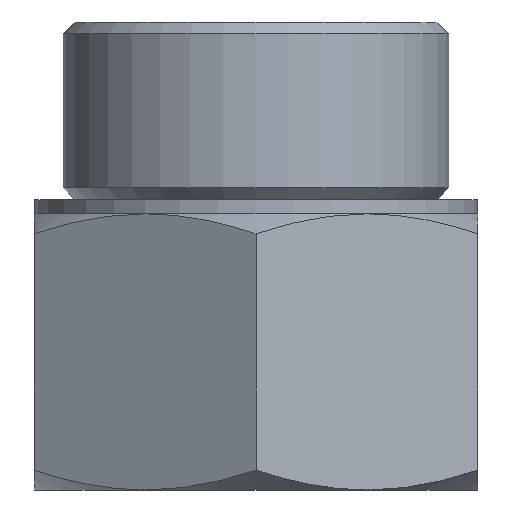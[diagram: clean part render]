
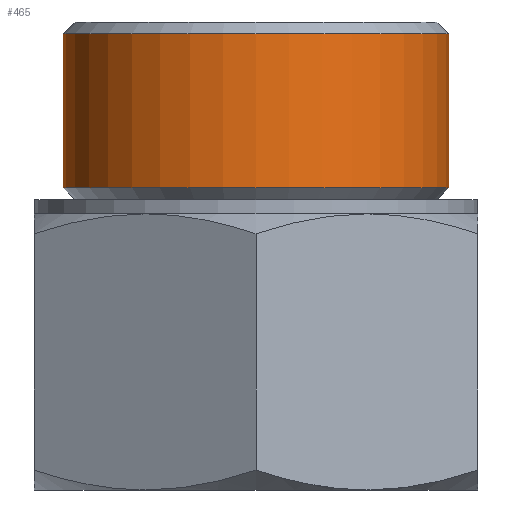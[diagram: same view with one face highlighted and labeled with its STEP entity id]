
A CAD part, front view. The second image highlights one B-rep face of the part: STEP entity #465.
In plain terms, the highlighted cylindrical face has radius 23.901 mm (diameter 47.803 mm), a full revolution.
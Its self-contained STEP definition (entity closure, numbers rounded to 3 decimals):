
#37=CYLINDRICAL_SURFACE('',#541,23.902);
#62=CIRCLE('',#507,23.902);
#78=CIRCLE('',#540,23.902);
#157=ORIENTED_EDGE('',*,*,#226,.T.);
#158=ORIENTED_EDGE('',*,*,#246,.F.);
#226=EDGE_CURVE('',#276,#276,#62,.T.);
#246=EDGE_CURVE('',#292,#292,#78,.T.);
#276=VERTEX_POINT('',#815);
#292=VERTEX_POINT('',#882);
#361=EDGE_LOOP('',(#157));
#362=EDGE_LOOP('',(#158));
#413=FACE_BOUND('',#361,.T.);
#414=FACE_BOUND('',#362,.T.);
#465=ADVANCED_FACE('',(#413,#414),#37,.T.);
#507=AXIS2_PLACEMENT_3D('',#814,#594,#595);
#540=AXIS2_PLACEMENT_3D('',#881,#660,#661);
#541=AXIS2_PLACEMENT_3D('',#883,#662,#663);
#594=DIRECTION('',(0.,0.,-1.));
#595=DIRECTION('',(-1.,0.,0.));
#660=DIRECTION('',(0.,0.,-1.));
#661=DIRECTION('',(-1.,0.,0.));
#662=DIRECTION('',(0.,0.,-1.));
#663=DIRECTION('',(-1.,0.,0.));
#814=CARTESIAN_POINT('',(0.,0.,20.521));
#815=CARTESIAN_POINT('',(-23.902,0.,20.521));
#881=CARTESIAN_POINT('',(0.,0.,1.479));
#882=CARTESIAN_POINT('',(-23.902,0.,1.479));
#883=CARTESIAN_POINT('',(0.,0.,-36.));
